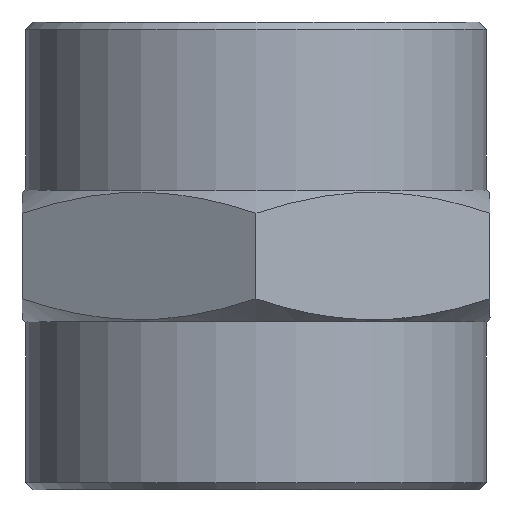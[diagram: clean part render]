
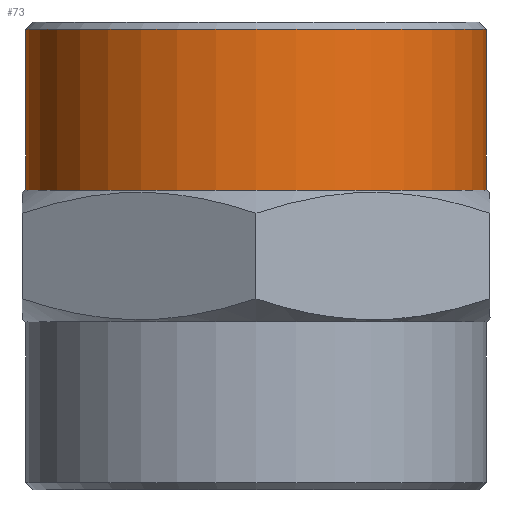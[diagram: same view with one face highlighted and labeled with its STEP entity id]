
A CAD part, left-side view. The second image highlights one B-rep face of the part: STEP entity #73.
In plain terms, the highlighted cylindrical face has radius 15.75 mm (diameter 31.5 mm), a full revolution.
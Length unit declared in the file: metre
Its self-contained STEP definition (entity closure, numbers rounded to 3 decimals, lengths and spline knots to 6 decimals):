
#73 = ADVANCED_FACE( 'NONE', ( #150, #151 ), #152, .T. );
#150 = FACE_OUTER_BOUND( '', #219, .T. );
#151 = FACE_OUTER_BOUND( '', #220, .T. );
#152 = CYLINDRICAL_SURFACE( '', #221, 0.01575 );
#219 = EDGE_LOOP( '', ( #342 ) );
#220 = EDGE_LOOP( '', ( #343 ) );
#221 = AXIS2_PLACEMENT_3D( '', #344, #345, #346 );
#342 = ORIENTED_EDGE( '', *, *, #387, .F. );
#343 = ORIENTED_EDGE( '', *, *, #367, .T. );
#344 = CARTESIAN_POINT( '', ( 0., 0., 0.009 ) );
#345 = DIRECTION( '', ( 0., 0., 1. ) );
#346 = DIRECTION( '', ( 1., 0., 0. ) );
#367 = EDGE_CURVE( 'NONE', #424, #424, #425, .T. );
#387 = EDGE_CURVE( 'NONE', #453, #453, #454, .T. );
#424 = VERTEX_POINT( '', #577 );
#425 = CIRCLE( '', #578, 0.01575 );
#453 = VERTEX_POINT( '', #775 );
#454 = CIRCLE( '', #776, 0.01575 );
#577 = CARTESIAN_POINT( '', ( 0.01575, 0., 0.02 ) );
#578 = AXIS2_PLACEMENT_3D( '', #803, #804, #805 );
#775 = CARTESIAN_POINT( '', ( 0.01575, 0., 0.009 ) );
#776 = AXIS2_PLACEMENT_3D( '', #814, #815, #816 );
#803 = CARTESIAN_POINT( '', ( 0., 0., 0.02 ) );
#804 = DIRECTION( '', ( 0., 0., -1. ) );
#805 = DIRECTION( '', ( 1., 0., 0. ) );
#814 = CARTESIAN_POINT( '', ( 0., 0., 0.009 ) );
#815 = DIRECTION( '', ( 0., 0., -1. ) );
#816 = DIRECTION( '', ( 1., 0., 0. ) );
